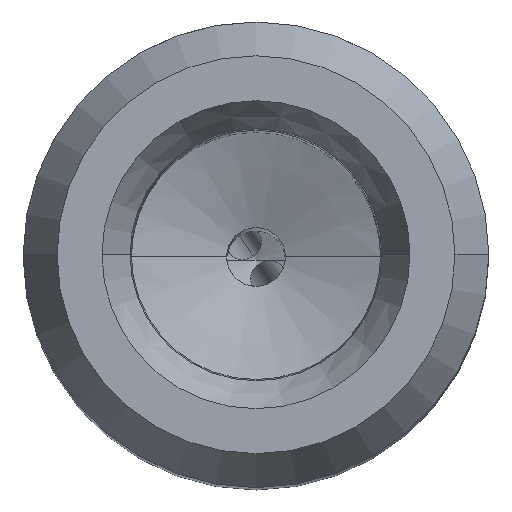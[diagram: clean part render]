
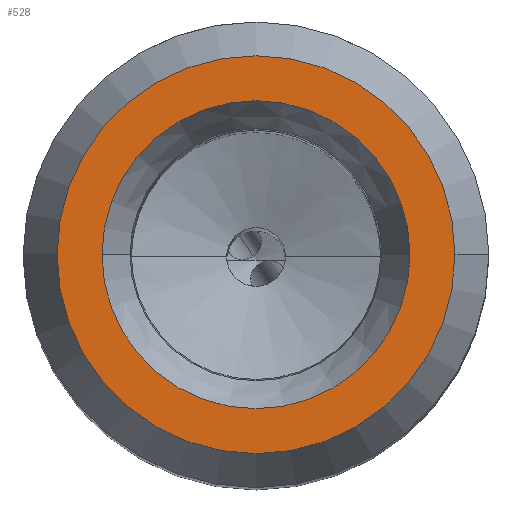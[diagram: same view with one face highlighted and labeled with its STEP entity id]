
A CAD part, top view. The second image highlights one B-rep face of the part: STEP entity #528.
In plain terms, the highlighted planar face has unit normal (0, 0, 1).
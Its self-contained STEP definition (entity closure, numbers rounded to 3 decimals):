
#83=FACE_BOUND('',#931,.T.);
#84=FACE_BOUND('',#932,.T.);
#190=PLANE('',#3632);
#528=ADVANCED_FACE('',(#83,#84),#190,.T.);
#931=EDGE_LOOP('',(#1353,#1354));
#932=EDGE_LOOP('',(#1355,#1356));
#1122=CIRCLE('',#3620,5.25);
#1127=CIRCLE('',#3628,5.25);
#1128=CIRCLE('',#3630,6.783);
#1129=CIRCLE('',#3631,6.783);
#1353=ORIENTED_EDGE('',*,*,#2720,.F.);
#1354=ORIENTED_EDGE('',*,*,#2728,.F.);
#1355=ORIENTED_EDGE('',*,*,#2729,.F.);
#1356=ORIENTED_EDGE('',*,*,#2730,.F.);
#2339=VERTEX_POINT('',#4879);
#2341=VERTEX_POINT('',#4882);
#2345=VERTEX_POINT('',#4899);
#2346=VERTEX_POINT('',#4900);
#2720=EDGE_CURVE('',#2339,#2341,#1122,.T.);
#2728=EDGE_CURVE('',#2341,#2339,#1127,.T.);
#2729=EDGE_CURVE('',#2345,#2346,#1128,.T.);
#2730=EDGE_CURVE('',#2346,#2345,#1129,.T.);
#3620=AXIS2_PLACEMENT_3D('',#4881,#4022,#4023);
#3628=AXIS2_PLACEMENT_3D('',#4896,#4041,#4042);
#3630=AXIS2_PLACEMENT_3D('',#4898,#4045,#4046);
#3631=AXIS2_PLACEMENT_3D('',#4901,#4047,#4048);
#3632=AXIS2_PLACEMENT_3D('',#4902,#4049,#4050);
#4022=DIRECTION('',(0.,0.,1.));
#4023=DIRECTION('',(1.,0.,0.));
#4041=DIRECTION('',(0.,0.,1.));
#4042=DIRECTION('',(-1.,0.,0.));
#4045=DIRECTION('',(0.,0.,-1.));
#4046=DIRECTION('',(1.,0.,0.));
#4047=DIRECTION('',(0.,0.,-1.));
#4048=DIRECTION('',(-1.,0.,0.));
#4049=DIRECTION('',(0.,0.,1.));
#4050=DIRECTION('',(-1.,0.,0.));
#4879=CARTESIAN_POINT('',(5.25,0.,24.5));
#4881=CARTESIAN_POINT('',(0.,0.,24.5));
#4882=CARTESIAN_POINT('',(-5.25,0.,24.5));
#4896=CARTESIAN_POINT('',(0.,0.,24.5));
#4898=CARTESIAN_POINT('',(0.,0.,24.5));
#4899=CARTESIAN_POINT('',(6.783,0.,24.5));
#4900=CARTESIAN_POINT('',(-6.783,0.,24.5));
#4901=CARTESIAN_POINT('',(0.,0.,24.5));
#4902=CARTESIAN_POINT('',(0.,0.,24.5));
